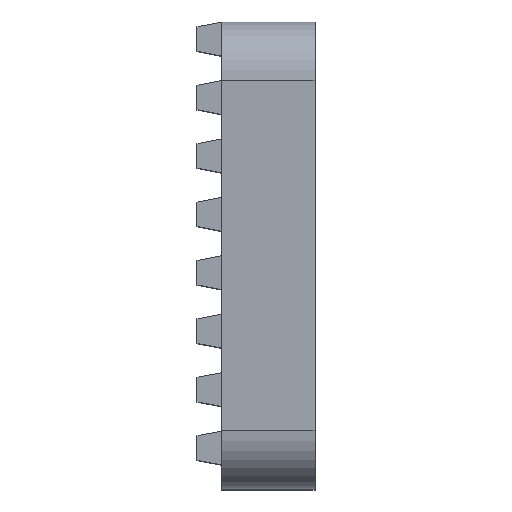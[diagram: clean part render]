
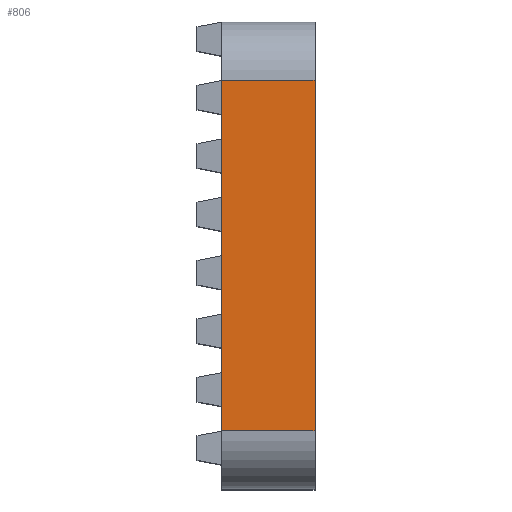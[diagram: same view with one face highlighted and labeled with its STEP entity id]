
A CAD part, top view. The second image highlights one B-rep face of the part: STEP entity #806.
In plain terms, the highlighted planar face has unit normal (0, 0, 1).
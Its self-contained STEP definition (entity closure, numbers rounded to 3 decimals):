
#351=CARTESIAN_POINT('Vertex',(-58.,2300.56,-14.11)) ;
#354=CARTESIAN_POINT('Line Origine',(-58.,2315.56,-14.11)) ;
#358=CARTESIAN_POINT('Vertex',(-58.,2330.56,-14.11)) ;
#764=CARTESIAN_POINT('Line Origine',(-55.5,2330.56,-14.11)) ;
#768=CARTESIAN_POINT('Vertex',(-50.,2330.56,-14.11)) ;
#783=CARTESIAN_POINT('Axis2P3D Location',(-53.,2295.56,-14.11)) ;
#788=CARTESIAN_POINT('Line Origine',(-54.,2300.56,-14.11)) ;
#792=CARTESIAN_POINT('Vertex',(-50.,2300.56,-14.11)) ;
#795=CARTESIAN_POINT('Line Origine',(-50.,2315.56,-14.11)) ;
#355=DIRECTION('Vector Direction',(0.,1.,0.)) ;
#765=DIRECTION('Vector Direction',(-1.,0.,0.)) ;
#784=DIRECTION('Axis2P3D Direction',(0.,-0.,1.)) ;
#785=DIRECTION('Axis2P3D XDirection',(0.,1.,0.)) ;
#789=DIRECTION('Vector Direction',(-1.,0.,0.)) ;
#796=DIRECTION('Vector Direction',(0.,1.,0.)) ;
#786=AXIS2_PLACEMENT_3D('Plane Axis2P3D',#783,#784,#785) ;
#801=ORIENTED_EDGE('',*,*,#794,.F.) ;
#802=ORIENTED_EDGE('',*,*,#799,.T.) ;
#803=ORIENTED_EDGE('',*,*,#770,.T.) ;
#804=ORIENTED_EDGE('',*,*,#360,.T.) ;
#356=VECTOR('Line Direction',#355,1.) ;
#766=VECTOR('Line Direction',#765,1.) ;
#790=VECTOR('Line Direction',#789,1.) ;
#797=VECTOR('Line Direction',#796,1.) ;
#806=ADVANCED_FACE('PartBody',(#805),#787,.T.) ;
#360=EDGE_CURVE('',#359,#352,#357,.F.) ;
#770=EDGE_CURVE('',#769,#359,#767,.T.) ;
#794=EDGE_CURVE('',#793,#352,#791,.T.) ;
#799=EDGE_CURVE('',#793,#769,#798,.T.) ;
#800=EDGE_LOOP('',(#801,#802,#803,#804)) ;
#805=FACE_OUTER_BOUND('',#800,.T.) ;
#357=LINE('Line',#354,#356) ;
#767=LINE('Line',#764,#766) ;
#791=LINE('Line',#788,#790) ;
#798=LINE('Line',#795,#797) ;
#787=PLANE('',#786) ;
#352=VERTEX_POINT('',#351) ;
#359=VERTEX_POINT('',#358) ;
#769=VERTEX_POINT('',#768) ;
#793=VERTEX_POINT('',#792) ;
